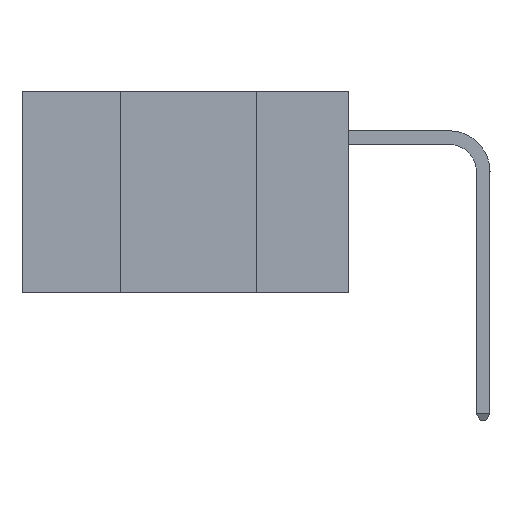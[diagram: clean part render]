
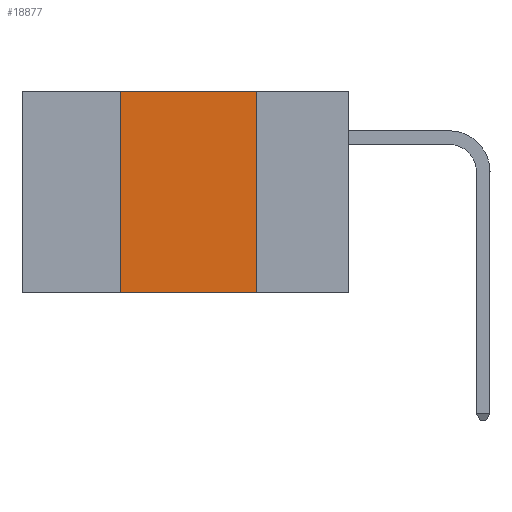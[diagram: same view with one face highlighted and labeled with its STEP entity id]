
A CAD part, left-side view. The second image highlights one B-rep face of the part: STEP entity #18877.
In plain terms, the highlighted planar face has unit normal (-1, 0, 0).
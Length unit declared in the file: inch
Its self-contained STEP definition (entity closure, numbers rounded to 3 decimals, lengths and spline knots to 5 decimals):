
#39 = DIRECTION ( 'NONE',  ( 1., 0., 0. ) ) ;
#190 = EDGE_CURVE ( 'NONE', #1983, #12896, #17897, .T. ) ;
#614 = EDGE_LOOP ( 'NONE', ( #10150, #3788, #11998, #17811 ) ) ;
#1983 = VERTEX_POINT ( 'NONE', #5683 ) ;
#2758 = CARTESIAN_POINT ( 'NONE',  ( 0., 0.17, 0. ) ) ;
#2930 = DIRECTION ( 'NONE',  ( 0., -1., 0. ) ) ;
#3380 = DIRECTION ( 'NONE',  ( 0., 0., 1. ) ) ;
#3788 = ORIENTED_EDGE ( 'NONE', *, *, #14087, .F. ) ;
#4273 = VECTOR ( 'NONE', #4349, 39.37008 ) ;
#4349 = DIRECTION ( 'NONE',  ( 0., 0., -1. ) ) ;
#4534 = CARTESIAN_POINT ( 'NONE',  ( 0., 0.6, 0. ) ) ;
#4669 = LINE ( 'NONE', #14905, #11686 ) ;
#4715 = PLANE ( 'NONE',  #14875 ) ;
#5620 = VECTOR ( 'NONE', #3380, 39.37008 ) ;
#5683 = CARTESIAN_POINT ( 'NONE',  ( 0., 0.42, -0.37 ) ) ;
#6808 = EDGE_CURVE ( 'NONE', #17071, #13846, #15639, .T. ) ;
#6977 = CARTESIAN_POINT ( 'NONE',  ( 0., 0.17, -0.37 ) ) ;
#9265 = CARTESIAN_POINT ( 'NONE',  ( 0., 0.6, 0. ) ) ;
#9698 = EDGE_CURVE ( 'NONE', #1983, #13846, #4669, .T. ) ;
#9861 = FACE_OUTER_BOUND ( 'NONE', #614, .T. ) ;
#10150 = ORIENTED_EDGE ( 'NONE', *, *, #6808, .F. ) ;
#10547 = LINE ( 'NONE', #4534, #18345 ) ;
#10773 = DIRECTION ( 'NONE',  ( 0., 0., -1. ) ) ;
#11686 = VECTOR ( 'NONE', #2930, 39.37008 ) ;
#11998 = ORIENTED_EDGE ( 'NONE', *, *, #190, .F. ) ;
#12896 = VERTEX_POINT ( 'NONE', #14945 ) ;
#13846 = VERTEX_POINT ( 'NONE', #6977 ) ;
#14087 = EDGE_CURVE ( 'NONE', #12896, #17071, #10547, .T. ) ;
#14875 = AXIS2_PLACEMENT_3D ( 'NONE', #9265, #39, #10773 ) ;
#14905 = CARTESIAN_POINT ( 'NONE',  ( 0., 0.6, -0.37 ) ) ;
#14912 = DIRECTION ( 'NONE',  ( 0., -1., 0. ) ) ;
#14945 = CARTESIAN_POINT ( 'NONE',  ( 0., 0.42, 0. ) ) ;
#15639 = LINE ( 'NONE', #2758, #4273 ) ;
#17071 = VERTEX_POINT ( 'NONE', #17512 ) ;
#17512 = CARTESIAN_POINT ( 'NONE',  ( 0., 0.17, 0. ) ) ;
#17811 = ORIENTED_EDGE ( 'NONE', *, *, #9698, .T. ) ;
#17897 = LINE ( 'NONE', #18925, #5620 ) ;
#18345 = VECTOR ( 'NONE', #14912, 39.37008 ) ;
#18877 = ADVANCED_FACE ( 'NONE', ( #9861 ), #4715, .F. ) ;
#18925 = CARTESIAN_POINT ( 'NONE',  ( 0., 0.42, 0. ) ) ;
